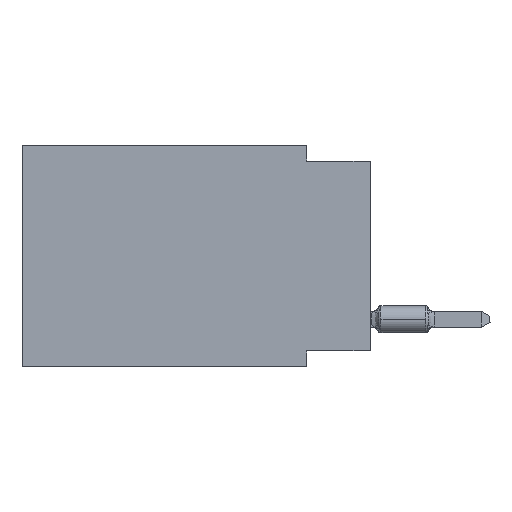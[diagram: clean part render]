
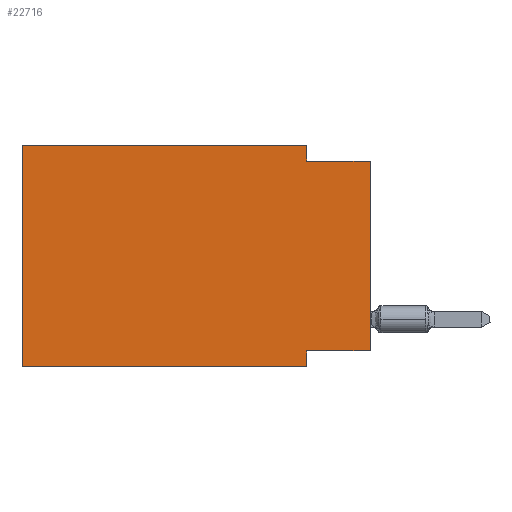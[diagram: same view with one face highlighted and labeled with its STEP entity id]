
A CAD part, left-side view. The second image highlights one B-rep face of the part: STEP entity #22716.
In plain terms, the highlighted planar face has unit normal (-1, 0, 0).
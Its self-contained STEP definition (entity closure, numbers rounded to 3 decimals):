
#810 = LINE ( 'NONE', #53571, #48305 ) ;
#1609 = VERTEX_POINT ( 'NONE', #22837 ) ;
#3573 = LINE ( 'NONE', #36758, #11116 ) ;
#7775 = LINE ( 'NONE', #17989, #20896 ) ;
#8001 = ORIENTED_EDGE ( 'NONE', *, *, #51980, .T. ) ;
#8870 = ORIENTED_EDGE ( 'NONE', *, *, #16394, .F. ) ;
#9725 = ORIENTED_EDGE ( 'NONE', *, *, #26171, .F. ) ;
#10028 = LINE ( 'NONE', #47888, #18220 ) ;
#11116 = VECTOR ( 'NONE', #27118, 1000. ) ;
#11210 = CARTESIAN_POINT ( 'NONE',  ( 0., 2.54, -8.89 ) ) ;
#12651 = CARTESIAN_POINT ( 'NONE',  ( 0., 13.97, 0. ) ) ;
#13711 = DIRECTION ( 'NONE',  ( 0., 0., -1. ) ) ;
#15400 = VERTEX_POINT ( 'NONE', #55110 ) ;
#15801 = VERTEX_POINT ( 'NONE', #36917 ) ;
#16394 = EDGE_CURVE ( 'NONE', #15801, #45385, #7775, .T. ) ;
#16793 = ORIENTED_EDGE ( 'NONE', *, *, #20093, .F. ) ;
#17989 = CARTESIAN_POINT ( 'NONE',  ( 0., 2.54, -8.89 ) ) ;
#18220 = VECTOR ( 'NONE', #32990, 1000. ) ;
#19493 = AXIS2_PLACEMENT_3D ( 'NONE', #32017, #23328, #13711 ) ;
#20093 = EDGE_CURVE ( 'NONE', #31623, #51265, #41492, .T. ) ;
#20896 = VECTOR ( 'NONE', #31640, 1000. ) ;
#22073 = LINE ( 'NONE', #31984, #43175 ) ;
#22109 = ORIENTED_EDGE ( 'NONE', *, *, #44973, .F. ) ;
#22716 = ADVANCED_FACE ( 'NONE', ( #37298 ), #38203, .F. ) ;
#22837 = CARTESIAN_POINT ( 'NONE',  ( 0., 0., -8.255 ) ) ;
#23328 = DIRECTION ( 'NONE',  ( 1., 0., 0. ) ) ;
#24878 = CARTESIAN_POINT ( 'NONE',  ( 0., 2.54, 0. ) ) ;
#24960 = EDGE_CURVE ( 'NONE', #58336, #15400, #3573, .T. ) ;
#25341 = VECTOR ( 'NONE', #45040, 1000. ) ;
#25486 = CARTESIAN_POINT ( 'NONE',  ( 0., 2.54, 0. ) ) ;
#26171 = EDGE_CURVE ( 'NONE', #1609, #15801, #29994, .T. ) ;
#27118 = DIRECTION ( 'NONE',  ( 0., -1., 0. ) ) ;
#27640 = CARTESIAN_POINT ( 'NONE',  ( 0., 2.54, -0.635 ) ) ;
#29827 = LINE ( 'NONE', #25486, #25341 ) ;
#29994 = LINE ( 'NONE', #48956, #45946 ) ;
#30609 = DIRECTION ( 'NONE',  ( 0., 1., 0. ) ) ;
#31623 = VERTEX_POINT ( 'NONE', #57109 ) ;
#31640 = DIRECTION ( 'NONE',  ( 0., 0., -1. ) ) ;
#31984 = CARTESIAN_POINT ( 'NONE',  ( 0., 13.97, 0. ) ) ;
#32017 = CARTESIAN_POINT ( 'NONE',  ( 0., 13.97, 0. ) ) ;
#32990 = DIRECTION ( 'NONE',  ( 0., 0., 1. ) ) ;
#33232 = VECTOR ( 'NONE', #49048, 1000. ) ;
#33310 = EDGE_LOOP ( 'NONE', ( #8001, #42357, #61268, #22109, #16793, #39384, #8870, #9725 ) ) ;
#34000 = DIRECTION ( 'NONE',  ( 0., -1., 0. ) ) ;
#35720 = DIRECTION ( 'NONE',  ( 0., -1., 0. ) ) ;
#36120 = VERTEX_POINT ( 'NONE', #24878 ) ;
#36758 = CARTESIAN_POINT ( 'NONE',  ( 0., 0., -0.635 ) ) ;
#36917 = CARTESIAN_POINT ( 'NONE',  ( 0., 2.54, -8.255 ) ) ;
#37298 = FACE_OUTER_BOUND ( 'NONE', #33310, .T. ) ;
#38203 = PLANE ( 'NONE',  #19493 ) ;
#39384 = ORIENTED_EDGE ( 'NONE', *, *, #41171, .T. ) ;
#41171 = EDGE_CURVE ( 'NONE', #31623, #45385, #810, .T. ) ;
#41492 = LINE ( 'NONE', #12651, #33232 ) ;
#42357 = ORIENTED_EDGE ( 'NONE', *, *, #24960, .F. ) ;
#43175 = VECTOR ( 'NONE', #35720, 1000. ) ;
#44752 = EDGE_CURVE ( 'NONE', #36120, #58336, #29827, .T. ) ;
#44973 = EDGE_CURVE ( 'NONE', #51265, #36120, #22073, .T. ) ;
#45040 = DIRECTION ( 'NONE',  ( 0., 0., -1. ) ) ;
#45385 = VERTEX_POINT ( 'NONE', #11210 ) ;
#45946 = VECTOR ( 'NONE', #30609, 1000. ) ;
#47888 = CARTESIAN_POINT ( 'NONE',  ( 0., 0., 0. ) ) ;
#48305 = VECTOR ( 'NONE', #34000, 1000. ) ;
#48406 = CARTESIAN_POINT ( 'NONE',  ( 0., 13.97, 0. ) ) ;
#48956 = CARTESIAN_POINT ( 'NONE',  ( 0., 0., -8.255 ) ) ;
#49048 = DIRECTION ( 'NONE',  ( 0., 0., 1. ) ) ;
#51265 = VERTEX_POINT ( 'NONE', #48406 ) ;
#51980 = EDGE_CURVE ( 'NONE', #1609, #15400, #10028, .T. ) ;
#53571 = CARTESIAN_POINT ( 'NONE',  ( 0., 13.97, -8.89 ) ) ;
#55110 = CARTESIAN_POINT ( 'NONE',  ( 0., 0., -0.635 ) ) ;
#57109 = CARTESIAN_POINT ( 'NONE',  ( 0., 13.97, -8.89 ) ) ;
#58336 = VERTEX_POINT ( 'NONE', #27640 ) ;
#61268 = ORIENTED_EDGE ( 'NONE', *, *, #44752, .F. ) ;
